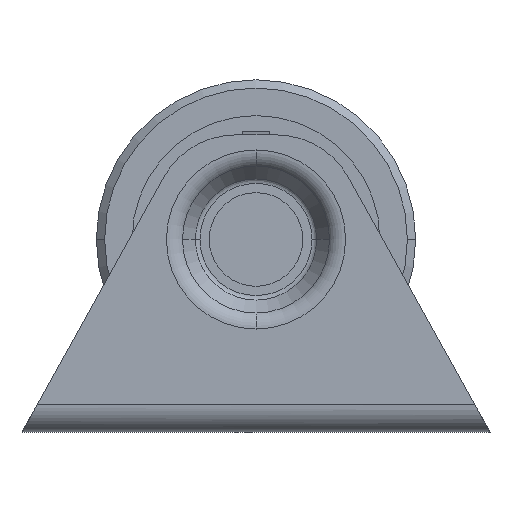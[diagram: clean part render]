
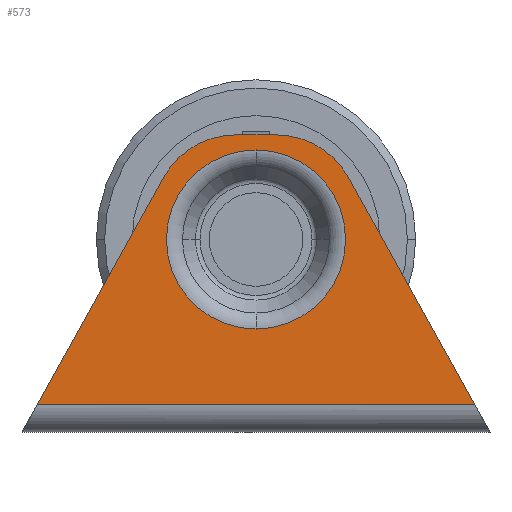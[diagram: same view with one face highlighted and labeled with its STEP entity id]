
A CAD part, front view. The second image highlights one B-rep face of the part: STEP entity #573.
In plain terms, the highlighted planar face has unit normal (0, -1, 0).
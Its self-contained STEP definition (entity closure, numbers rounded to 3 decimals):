
#11 = EDGE_CURVE ( 'NONE', #7976, #1263, #7780, .T. ) ;
#67 = CIRCLE ( 'NONE', #2721, 16.267 ) ;
#72 = EDGE_CURVE ( 'NONE', #4261, #2946, #67, .T. ) ;
#93 = CARTESIAN_POINT ( 'NONE',  ( 0., 0., 51.5 ) ) ;
#252 = EDGE_CURVE ( 'NONE', #2946, #4261, #6181, .T. ) ;
#277 = DIRECTION ( 'NONE',  ( 0., 0., -1. ) ) ;
#411 = DIRECTION ( 'NONE',  ( -0.486, 0., 0.874 ) ) ;
#491 = CARTESIAN_POINT ( 'NONE',  ( 3.674, 0., 70.5 ) ) ;
#573 = ADVANCED_FACE ( 'NONE', ( #3545, #6818 ), #1627, .T. ) ;
#684 = LINE ( 'NONE', #3966, #3330 ) ;
#875 = VERTEX_POINT ( 'NONE', #491 ) ;
#1130 = DIRECTION ( 'NONE',  ( 0., -1., 0. ) ) ;
#1263 = VERTEX_POINT ( 'NONE', #5135 ) ;
#1388 = CARTESIAN_POINT ( 'NONE',  ( -39.722, 0., 21.5 ) ) ;
#1442 = CARTESIAN_POINT ( 'NONE',  ( -12.5, 0., 70.5 ) ) ;
#1627 = PLANE ( 'NONE',  #8015 ) ;
#1683 = LINE ( 'NONE', #8125, #2533 ) ;
#1861 = CARTESIAN_POINT ( 'NONE',  ( 0., 0., 35.233 ) ) ;
#1968 = ORIENTED_EDGE ( 'NONE', *, *, #5787, .T. ) ;
#2130 = CARTESIAN_POINT ( 'NONE',  ( -3.674, 0., 55.5 ) ) ;
#2298 = DIRECTION ( 'NONE',  ( 0., 1., 0. ) ) ;
#2500 = EDGE_CURVE ( 'NONE', #2774, #8194, #684, .T. ) ;
#2533 = VECTOR ( 'NONE', #7495, 1000. ) ;
#2578 = DIRECTION ( 'NONE',  ( 0., 0., -1. ) ) ;
#2615 = DIRECTION ( 'NONE',  ( 0., 1., 0. ) ) ;
#2678 = ORIENTED_EDGE ( 'NONE', *, *, #11, .T. ) ;
#2685 = LINE ( 'NONE', #1442, #8137 ) ;
#2707 = CIRCLE ( 'NONE', #5113, 15. ) ;
#2721 = AXIS2_PLACEMENT_3D ( 'NONE', #5465, #2298, #4811 ) ;
#2774 = VERTEX_POINT ( 'NONE', #1388 ) ;
#2946 = VERTEX_POINT ( 'NONE', #1861 ) ;
#3078 = VECTOR ( 'NONE', #411, 1000. ) ;
#3123 = AXIS2_PLACEMENT_3D ( 'NONE', #2130, #7216, #5387 ) ;
#3330 = VECTOR ( 'NONE', #7046, 1000. ) ;
#3377 = CARTESIAN_POINT ( 'NONE',  ( 16.786, 0., 62.785 ) ) ;
#3545 = FACE_OUTER_BOUND ( 'NONE', #3835, .T. ) ;
#3570 = LINE ( 'NONE', #6105, #3078 ) ;
#3835 = EDGE_LOOP ( 'NONE', ( #6424, #7324, #1968, #5570, #5967, #2678 ) ) ;
#3966 = CARTESIAN_POINT ( 'NONE',  ( -42.5, 0., 21.5 ) ) ;
#4009 = VERTEX_POINT ( 'NONE', #3377 ) ;
#4022 = CARTESIAN_POINT ( 'NONE',  ( 3.674, 0., 55.5 ) ) ;
#4261 = VERTEX_POINT ( 'NONE', #7651 ) ;
#4811 = DIRECTION ( 'NONE',  ( 0., 0., -1. ) ) ;
#5113 = AXIS2_PLACEMENT_3D ( 'NONE', #4022, #5396, #277 ) ;
#5135 = CARTESIAN_POINT ( 'NONE',  ( -16.786, 0., 62.785 ) ) ;
#5235 = DIRECTION ( 'NONE',  ( -1., 0., 0. ) ) ;
#5258 = CARTESIAN_POINT ( 'NONE',  ( -3.674, 0., 70.5 ) ) ;
#5387 = DIRECTION ( 'NONE',  ( 0., 0., -1. ) ) ;
#5396 = DIRECTION ( 'NONE',  ( 0., -1., 0. ) ) ;
#5461 = CARTESIAN_POINT ( 'NONE',  ( 39.722, 0., 21.5 ) ) ;
#5465 = CARTESIAN_POINT ( 'NONE',  ( 0., 0., 51.5 ) ) ;
#5570 = ORIENTED_EDGE ( 'NONE', *, *, #6584, .T. ) ;
#5787 = EDGE_CURVE ( 'NONE', #8194, #4009, #3570, .T. ) ;
#5967 = ORIENTED_EDGE ( 'NONE', *, *, #6042, .T. ) ;
#6042 = EDGE_CURVE ( 'NONE', #875, #7976, #2685, .T. ) ;
#6105 = CARTESIAN_POINT ( 'NONE',  ( 12.5, 0., 70.5 ) ) ;
#6181 = CIRCLE ( 'NONE', #7254, 16.267 ) ;
#6258 = EDGE_LOOP ( 'NONE', ( #6685, #6747 ) ) ;
#6423 = EDGE_CURVE ( 'NONE', #1263, #2774, #1683, .T. ) ;
#6424 = ORIENTED_EDGE ( 'NONE', *, *, #6423, .T. ) ;
#6584 = EDGE_CURVE ( 'NONE', #4009, #875, #2707, .T. ) ;
#6685 = ORIENTED_EDGE ( 'NONE', *, *, #252, .T. ) ;
#6746 = CARTESIAN_POINT ( 'NONE',  ( -42.5, 0., 16.5 ) ) ;
#6747 = ORIENTED_EDGE ( 'NONE', *, *, #72, .T. ) ;
#6818 = FACE_BOUND ( 'NONE', #6258, .T. ) ;
#7046 = DIRECTION ( 'NONE',  ( 1., 0., 0. ) ) ;
#7216 = DIRECTION ( 'NONE',  ( 0., -1., 0. ) ) ;
#7254 = AXIS2_PLACEMENT_3D ( 'NONE', #93, #2615, #2578 ) ;
#7324 = ORIENTED_EDGE ( 'NONE', *, *, #2500, .T. ) ;
#7404 = DIRECTION ( 'NONE',  ( 0., 0., -1. ) ) ;
#7495 = DIRECTION ( 'NONE',  ( -0.486, 0., -0.874 ) ) ;
#7651 = CARTESIAN_POINT ( 'NONE',  ( 0., 0., 67.767 ) ) ;
#7780 = CIRCLE ( 'NONE', #3123, 15. ) ;
#7976 = VERTEX_POINT ( 'NONE', #5258 ) ;
#8015 = AXIS2_PLACEMENT_3D ( 'NONE', #6746, #1130, #7404 ) ;
#8125 = CARTESIAN_POINT ( 'NONE',  ( -12.5, 0., 70.5 ) ) ;
#8137 = VECTOR ( 'NONE', #5235, 1000. ) ;
#8194 = VERTEX_POINT ( 'NONE', #5461 ) ;
